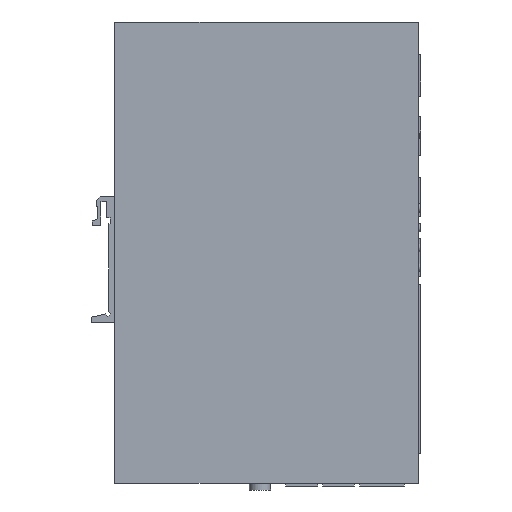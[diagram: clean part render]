
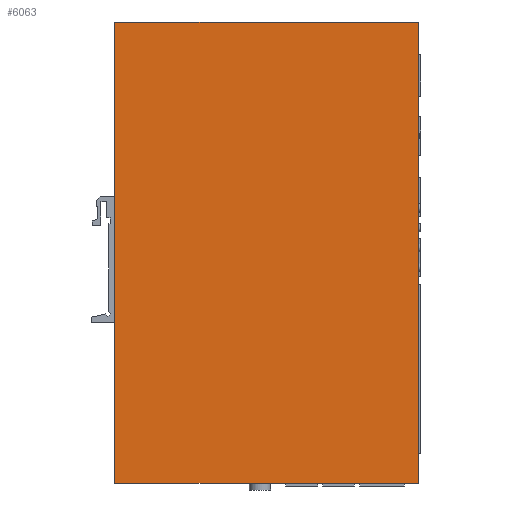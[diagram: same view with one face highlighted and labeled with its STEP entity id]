
A CAD part, front view. The second image highlights one B-rep face of the part: STEP entity #6063.
In plain terms, the highlighted planar face has unit normal (0, -1, 0).
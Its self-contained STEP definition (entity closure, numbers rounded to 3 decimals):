
#1147 = FACE_OUTER_BOUND ( 'NONE', #3937, .T. ) ;
#1480 = VERTEX_POINT ( 'NONE', #2977 ) ;
#1528 = LINE ( 'NONE', #6471, #5591 ) ;
#1702 = VERTEX_POINT ( 'NONE', #8218 ) ;
#2158 = LINE ( 'NONE', #5005, #3954 ) ;
#2247 = DIRECTION ( 'NONE',  ( 0., 0., -1. ) ) ;
#2268 = LINE ( 'NONE', #7126, #8196 ) ;
#2474 = CARTESIAN_POINT ( 'NONE',  ( 115., 0., 175. ) ) ;
#2530 = PLANE ( 'NONE',  #3439 ) ;
#2584 = EDGE_CURVE ( 'NONE', #8182, #1480, #2158, .T. ) ;
#2860 = ORIENTED_EDGE ( 'NONE', *, *, #3358, .F. ) ;
#2909 = CARTESIAN_POINT ( 'NONE',  ( 0., 0., 0. ) ) ;
#2977 = CARTESIAN_POINT ( 'NONE',  ( 115., 0., 0. ) ) ;
#3008 = DIRECTION ( 'NONE',  ( 0., 0., -1. ) ) ;
#3220 = CARTESIAN_POINT ( 'NONE',  ( 0., 0., 175. ) ) ;
#3358 = EDGE_CURVE ( 'NONE', #1702, #8182, #5677, .T. ) ;
#3439 = AXIS2_PLACEMENT_3D ( 'NONE', #3220, #6644, #6008 ) ;
#3919 = EDGE_CURVE ( 'NONE', #5504, #1480, #2268, .T. ) ;
#3937 = EDGE_LOOP ( 'NONE', ( #5775, #6165, #2860, #5589 ) ) ;
#3954 = VECTOR ( 'NONE', #2247, 1000. ) ;
#4208 = DIRECTION ( 'NONE',  ( 1., 0., 0. ) ) ;
#4288 = DIRECTION ( 'NONE',  ( 1., 0., 0. ) ) ;
#5005 = CARTESIAN_POINT ( 'NONE',  ( 115., 0., 175. ) ) ;
#5286 = VECTOR ( 'NONE', #4208, 1000. ) ;
#5504 = VERTEX_POINT ( 'NONE', #2909 ) ;
#5530 = EDGE_CURVE ( 'NONE', #1702, #5504, #1528, .T. ) ;
#5589 = ORIENTED_EDGE ( 'NONE', *, *, #5530, .T. ) ;
#5591 = VECTOR ( 'NONE', #3008, 1000. ) ;
#5677 = LINE ( 'NONE', #6274, #5286 ) ;
#5775 = ORIENTED_EDGE ( 'NONE', *, *, #3919, .T. ) ;
#6008 = DIRECTION ( 'NONE',  ( 0., 0., 1. ) ) ;
#6063 = ADVANCED_FACE ( 'NONE', ( #1147 ), #2530, .F. ) ;
#6165 = ORIENTED_EDGE ( 'NONE', *, *, #2584, .F. ) ;
#6274 = CARTESIAN_POINT ( 'NONE',  ( 0., 0., 175. ) ) ;
#6471 = CARTESIAN_POINT ( 'NONE',  ( 0., 0., 175. ) ) ;
#6644 = DIRECTION ( 'NONE',  ( 0., 1., 0. ) ) ;
#7126 = CARTESIAN_POINT ( 'NONE',  ( 0., 0., 0. ) ) ;
#8182 = VERTEX_POINT ( 'NONE', #2474 ) ;
#8196 = VECTOR ( 'NONE', #4288, 1000. ) ;
#8218 = CARTESIAN_POINT ( 'NONE',  ( 0., 0., 175. ) ) ;
